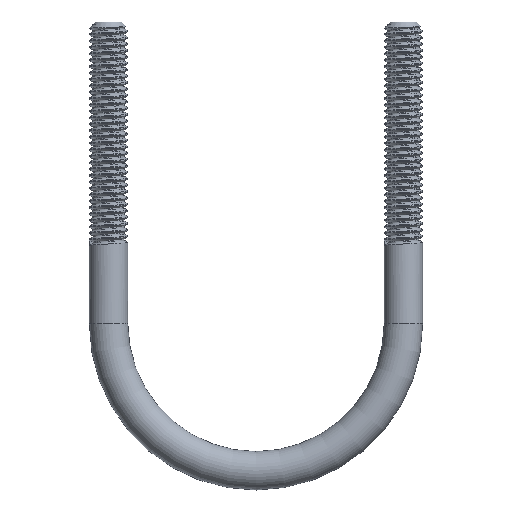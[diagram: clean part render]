
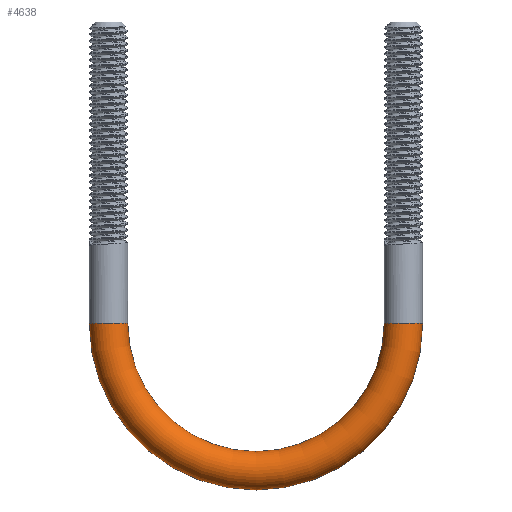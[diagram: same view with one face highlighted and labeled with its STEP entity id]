
A CAD part, front view. The second image highlights one B-rep face of the part: STEP entity #4638.
In plain terms, the highlighted toroidal (fillet/blend) face has major radius 23 mm and minor radius 3 mm.
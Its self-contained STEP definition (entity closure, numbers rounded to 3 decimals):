
#612 = DIRECTION ( 'NONE',  ( 1., 0., 0. ) ) ;
#624 = ORIENTED_EDGE ( 'NONE', *, *, #3496, .F. ) ;
#635 = EDGE_CURVE ( 'NONE', #7095, #14240, #2972, .T. ) ;
#775 = DIRECTION ( 'NONE',  ( 0., 0., 1. ) ) ;
#1178 = ORIENTED_EDGE ( 'NONE', *, *, #8269, .F. ) ;
#1515 = DIRECTION ( 'NONE',  ( 0., 1., 0. ) ) ;
#1868 = CARTESIAN_POINT ( 'NONE',  ( 29.5, 0., -118.642 ) ) ;
#1948 = FACE_OUTER_BOUND ( 'NONE', #7075, .T. ) ;
#2456 = CARTESIAN_POINT ( 'NONE',  ( 6.5, 0., -118.642 ) ) ;
#2868 = CARTESIAN_POINT ( 'NONE',  ( -19.5, 0., -118.642 ) ) ;
#2972 = CIRCLE ( 'NONE', #11578, 3. ) ;
#3270 = AXIS2_PLACEMENT_3D ( 'NONE', #2456, #1515, #7594 ) ;
#3496 = EDGE_CURVE ( 'NONE', #3714, #13701, #15389, .T. ) ;
#3714 = VERTEX_POINT ( 'NONE', #15639 ) ;
#4422 = CARTESIAN_POINT ( 'NONE',  ( 6.5, 0., -118.642 ) ) ;
#4638 = ADVANCED_FACE ( 'NONE', ( #1948 ), #13879, .T. ) ;
#5541 = AXIS2_PLACEMENT_3D ( 'NONE', #6779, #11608, #775 ) ;
#6692 = DIRECTION ( 'NONE',  ( -1., 0., 0. ) ) ;
#6779 = CARTESIAN_POINT ( 'NONE',  ( 6.5, 0., -118.642 ) ) ;
#7075 = EDGE_LOOP ( 'NONE', ( #1178, #624, #15173, #13066 ) ) ;
#7095 = VERTEX_POINT ( 'NONE', #7823 ) ;
#7594 = DIRECTION ( 'NONE',  ( 0., 0., 1. ) ) ;
#7823 = CARTESIAN_POINT ( 'NONE',  ( -13.5, 0., -118.642 ) ) ;
#8018 = EDGE_CURVE ( 'NONE', #3714, #7095, #11119, .T. ) ;
#8073 = AXIS2_PLACEMENT_3D ( 'NONE', #4422, #15525, #14411 ) ;
#8114 = CARTESIAN_POINT ( 'NONE',  ( -16.5, 0., -118.642 ) ) ;
#8269 = EDGE_CURVE ( 'NONE', #13701, #14240, #15164, .T. ) ;
#10323 = AXIS2_PLACEMENT_3D ( 'NONE', #1868, #15170, #612 ) ;
#10557 = DIRECTION ( 'NONE',  ( 0., 0., -1. ) ) ;
#11119 = CIRCLE ( 'NONE', #8073, 20. ) ;
#11578 = AXIS2_PLACEMENT_3D ( 'NONE', #8114, #10557, #6692 ) ;
#11608 = DIRECTION ( 'NONE',  ( 0., 1., 0. ) ) ;
#12734 = CARTESIAN_POINT ( 'NONE',  ( 32.5, 0., -118.642 ) ) ;
#13066 = ORIENTED_EDGE ( 'NONE', *, *, #635, .T. ) ;
#13701 = VERTEX_POINT ( 'NONE', #12734 ) ;
#13879 = TOROIDAL_SURFACE ( 'NONE', #5541, 23., 3. ) ;
#14240 = VERTEX_POINT ( 'NONE', #2868 ) ;
#14411 = DIRECTION ( 'NONE',  ( 0., 0., 1. ) ) ;
#15164 = CIRCLE ( 'NONE', #3270, 26. ) ;
#15170 = DIRECTION ( 'NONE',  ( 0., 0., 1. ) ) ;
#15173 = ORIENTED_EDGE ( 'NONE', *, *, #8018, .T. ) ;
#15389 = CIRCLE ( 'NONE', #10323, 3. ) ;
#15525 = DIRECTION ( 'NONE',  ( 0., 1., 0. ) ) ;
#15639 = CARTESIAN_POINT ( 'NONE',  ( 26.5, 0., -118.642 ) ) ;
